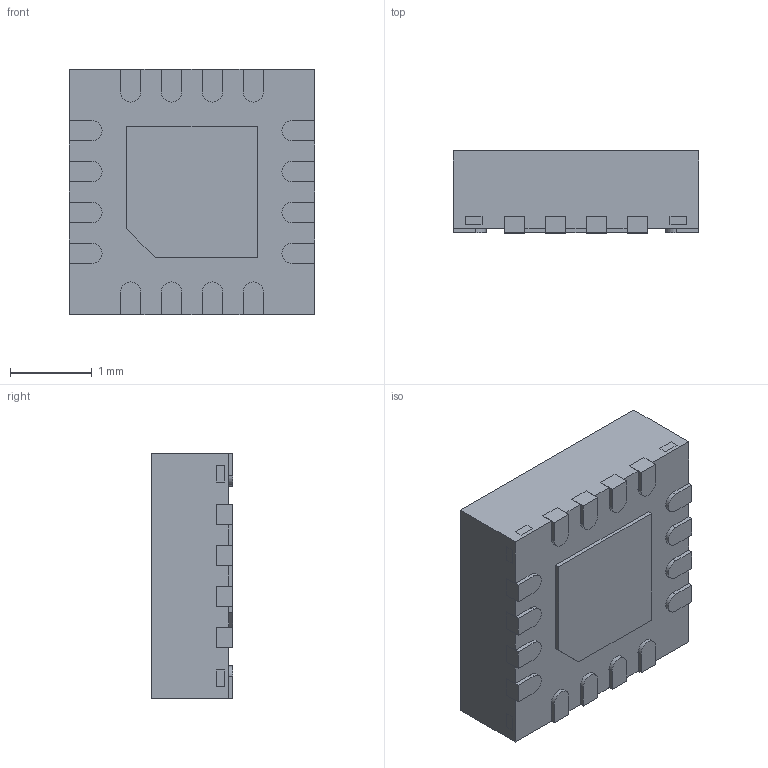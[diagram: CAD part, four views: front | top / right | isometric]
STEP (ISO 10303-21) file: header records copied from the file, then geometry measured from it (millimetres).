
FILE_DESCRIPTION (( 'STEP AP214' ), '1' );
FILE_NAME ('RGT16B.STEP', '2020-09-23T17:23:10', ( '' ), ( '' ), 'SwSTEP 2.0', 'SolidWorks 2017', '' );
FILE_SCHEMA (( 'AUTOMOTIVE_DESIGN' ));
Length unit declared in the file: millimetre
Products named in the file (1): RGT16B
Bounding box: 3 x 1 x 3 mm (x, y, z)
Volume: 8.7 mm3; surface area: 47.9 mm2
Topology: 23 solids, 23 shells, 250 faces, 606 edges, 404 vertices
Faces by surface type: plane 206, cylinder 44
Entity records: 8707 total; most frequent: CARTESIAN_POINT 1261, ORIENTED_EDGE 1212, DIRECTION 1196, EDGE_CURVE 606, LINE 518, VECTOR 518, VERTEX_POINT 404, AXIS2_PLACEMENT_3D 339
